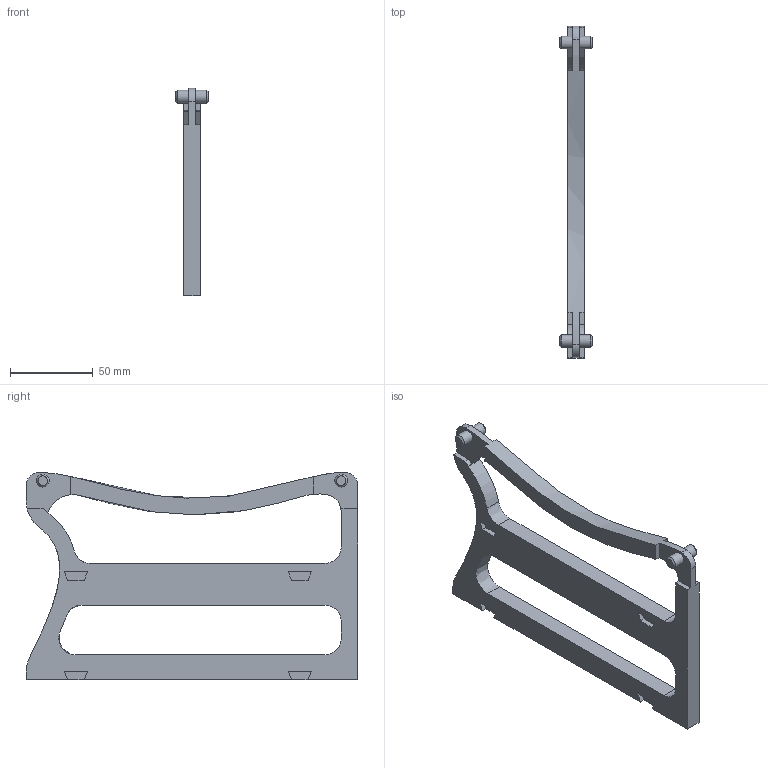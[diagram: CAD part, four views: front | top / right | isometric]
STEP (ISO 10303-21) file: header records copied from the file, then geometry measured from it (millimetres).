
FILE_DESCRIPTION(/* description */ (''),/* implementation_level */ '2;1');
FILE_NAME(/* name */ 'MiddleHolder.step',/* time_stamp */ '2026-02-16T16:42:22+01:00',/* author */ (''),/* organization */ (''),/* preprocessor_version */ 'ST-DEVELOPER v20.1',/* originating_system */ 'Autodesk Translation Framework v14.24.0.0',/* authorisation */ '');
FILE_SCHEMA (('AUTOMOTIVE_DESIGN { 1 0 10303 214 3 1 1 }'));
Length unit declared in the file: millimetre
Products named in the file (1): FilaManager
Bounding box: 20 x 200 x 125 mm (x, y, z)
Volume: 108690 mm3; surface area: 38111.1 mm2
Topology: 1 solids, 1 shells, 99 faces, 271 edges, 180 vertices
Faces by surface type: plane 65, bspline 16, cylinder 14, cone 4
Full cylindrical faces by diameter (mm): 7.7 x4
Entity records: 3793 total; most frequent: CARTESIAN_POINT 1363, ORIENTED_EDGE 542, DIRECTION 421, EDGE_CURVE 271, VERTEX_POINT 180, LINE 173, VECTOR 173, AXIS2_PLACEMENT_3D 124
